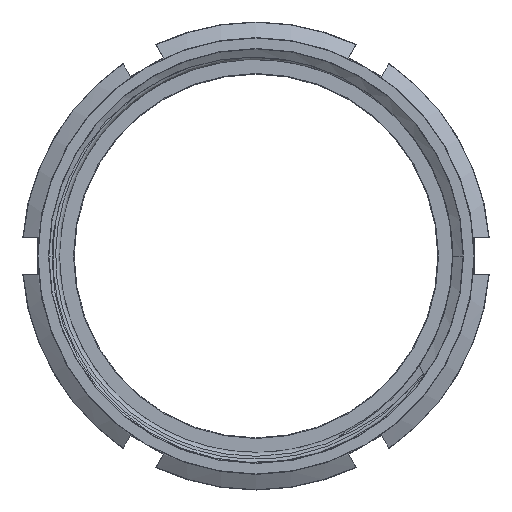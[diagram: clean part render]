
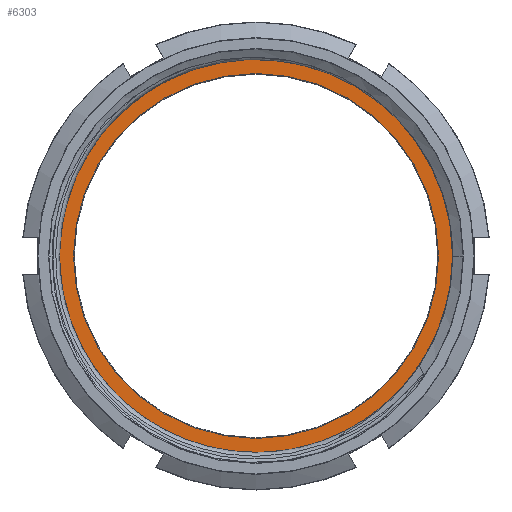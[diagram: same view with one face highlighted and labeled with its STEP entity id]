
A CAD part, left-side view. The second image highlights one B-rep face of the part: STEP entity #6303.
In plain terms, the highlighted planar face has unit normal (-1, 0, 0).
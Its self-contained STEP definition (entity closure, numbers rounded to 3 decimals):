
#1064 = DIRECTION ( 'NONE',  ( 1., 0., 0. ) ) ;
#1117 = CARTESIAN_POINT ( 'NONE',  ( -5., -65.48, 0. ) ) ;
#1249 = CARTESIAN_POINT ( 'NONE',  ( -5., 0., 0. ) ) ;
#1611 = DIRECTION ( 'NONE',  ( -1., 0., 0. ) ) ;
#1796 = CARTESIAN_POINT ( 'NONE',  ( -5., 65.68, 0. ) ) ;
#2964 = VERTEX_POINT ( 'NONE', #5397 ) ;
#3465 = CIRCLE ( 'NONE', #5376, 57.7 ) ;
#3580 = AXIS2_PLACEMENT_3D ( 'NONE', #1796, #1611, #16796 ) ;
#3600 = EDGE_LOOP ( 'NONE', ( #12300, #9080 ) ) ;
#3910 = FACE_OUTER_BOUND ( 'NONE', #7390, .T. ) ;
#3927 = EDGE_CURVE ( 'NONE', #2964, #4707, #14285, .T. ) ;
#4201 = CARTESIAN_POINT ( 'NONE',  ( -5., -57.7, 0. ) ) ;
#4529 = FACE_BOUND ( 'NONE', #3600, .T. ) ;
#4645 = DIRECTION ( 'NONE',  ( 0., -1., 0. ) ) ;
#4707 = VERTEX_POINT ( 'NONE', #1117 ) ;
#5094 = CIRCLE ( 'NONE', #9203, 57.7 ) ;
#5212 = CIRCLE ( 'NONE', #11679, 65.48 ) ;
#5376 = AXIS2_PLACEMENT_3D ( 'NONE', #1249, #1064, #12145 ) ;
#5397 = CARTESIAN_POINT ( 'NONE',  ( -5., 65.48, 0. ) ) ;
#5594 = EDGE_CURVE ( 'NONE', #4707, #2964, #5212, .T. ) ;
#5725 = VERTEX_POINT ( 'NONE', #16161 ) ;
#6303 = ADVANCED_FACE ( 'NONE', ( #4529, #3910 ), #9996, .T. ) ;
#6708 = EDGE_CURVE ( 'NONE', #9398, #5725, #3465, .T. ) ;
#7390 = EDGE_LOOP ( 'NONE', ( #11544, #10372 ) ) ;
#7587 = AXIS2_PLACEMENT_3D ( 'NONE', #10024, #8752, #4645 ) ;
#8696 = DIRECTION ( 'NONE',  ( 0., -1., 0. ) ) ;
#8752 = DIRECTION ( 'NONE',  ( -1., 0., 0. ) ) ;
#9080 = ORIENTED_EDGE ( 'NONE', *, *, #15414, .T. ) ;
#9203 = AXIS2_PLACEMENT_3D ( 'NONE', #12895, #14180, #8696 ) ;
#9398 = VERTEX_POINT ( 'NONE', #4201 ) ;
#9996 = PLANE ( 'NONE',  #3580 ) ;
#10024 = CARTESIAN_POINT ( 'NONE',  ( -5., 0., 0. ) ) ;
#10372 = ORIENTED_EDGE ( 'NONE', *, *, #3927, .T. ) ;
#11544 = ORIENTED_EDGE ( 'NONE', *, *, #5594, .T. ) ;
#11679 = AXIS2_PLACEMENT_3D ( 'NONE', #14452, #15012, #12887 ) ;
#12145 = DIRECTION ( 'NONE',  ( 0., -1., 0. ) ) ;
#12300 = ORIENTED_EDGE ( 'NONE', *, *, #6708, .T. ) ;
#12887 = DIRECTION ( 'NONE',  ( 0., -1., 0. ) ) ;
#12895 = CARTESIAN_POINT ( 'NONE',  ( -5., 0., 0. ) ) ;
#14180 = DIRECTION ( 'NONE',  ( 1., 0., 0. ) ) ;
#14285 = CIRCLE ( 'NONE', #7587, 65.48 ) ;
#14452 = CARTESIAN_POINT ( 'NONE',  ( -5., 0., 0. ) ) ;
#15012 = DIRECTION ( 'NONE',  ( -1., 0., 0. ) ) ;
#15414 = EDGE_CURVE ( 'NONE', #5725, #9398, #5094, .T. ) ;
#16161 = CARTESIAN_POINT ( 'NONE',  ( -5., 57.7, 0. ) ) ;
#16796 = DIRECTION ( 'NONE',  ( 0., -1., 0. ) ) ;
